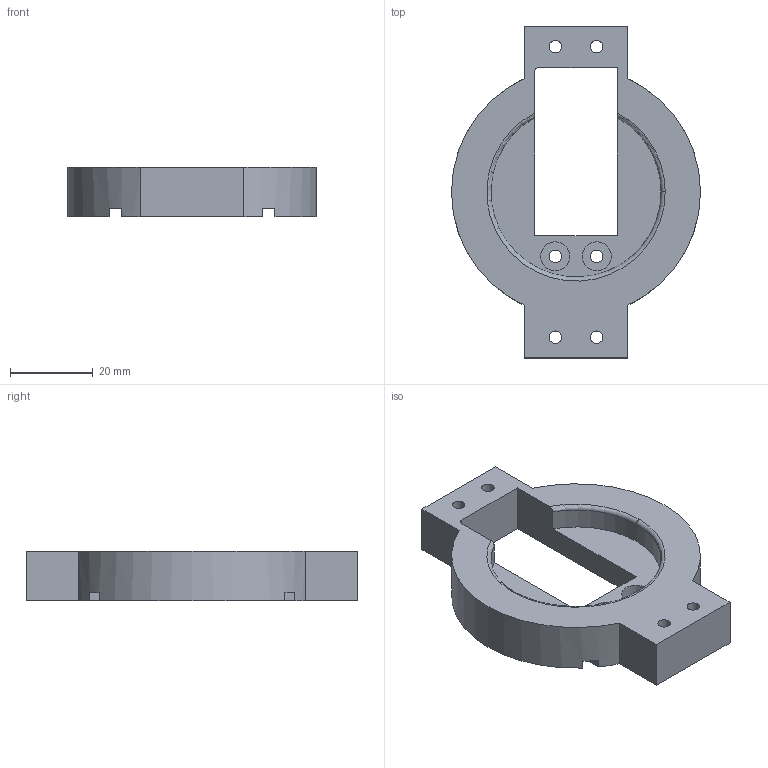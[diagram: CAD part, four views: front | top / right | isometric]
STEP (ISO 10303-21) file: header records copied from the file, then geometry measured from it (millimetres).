
FILE_DESCRIPTION(('FreeCAD Model'),'2;1');
FILE_NAME( 'servosupport.step', '2014-12-16T16:05:19',('FreeCAD'),('FreeCAD'), 'Open CASCADE STEP processor 6.7','FreeCAD','Unknown');
FILE_SCHEMA(('AUTOMOTIVE_DESIGN_CC2 { 1 2 10303 214 -1 1 5 4 }'));
Length unit declared in the file: millimetre
Products named in the file (1): servosupport
Bounding box: 60 x 80 x 12 mm (x, y, z)
Volume: 25061.9 mm3; surface area: 10659.9 mm2
Topology: 1 solids, 1 shells, 78 faces, 189 edges, 115 vertices
Faces by surface type: plane 63, cylinder 13, torus 2
Full cylindrical faces by diameter (mm): 3 x6, 7 x2
Entity records: 5316 total; most frequent: CARTESIAN_POINT 1509, DIRECTION 688, LINE 438, VECTOR 438, ORIENTED_EDGE 378, PCURVE 378, DEFINITIONAL_REPRESENTATION 378, EDGE_CURVE 189
